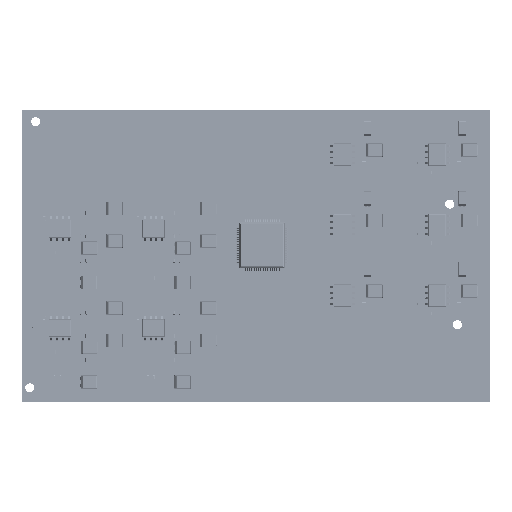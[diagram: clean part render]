
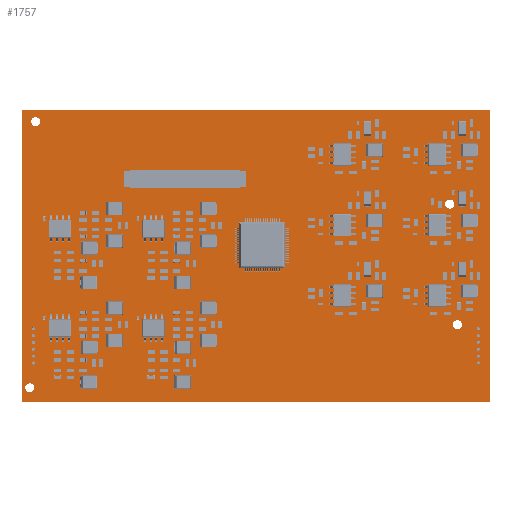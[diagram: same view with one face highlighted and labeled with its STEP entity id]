
A CAD part, top view. The second image highlights one B-rep face of the part: STEP entity #1757.
In plain terms, the highlighted planar face has unit normal (0, 0, 1).
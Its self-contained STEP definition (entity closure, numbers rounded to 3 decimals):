
#980 = VERTEX_POINT('',#981);
#981 = CARTESIAN_POINT('',(65.,34.9,1.123));
#987 = EDGE_CURVE('',#980,#988,#990,.T.);
#988 = VERTEX_POINT('',#989);
#989 = CARTESIAN_POINT('',(65.,98.904,1.123));
#990 = LINE('',#991,#992);
#991 = CARTESIAN_POINT('',(65.,34.9,1.123));
#992 = VECTOR('',#993,1.);
#993 = DIRECTION('',(0.,1.,0.));
#1018 = EDGE_CURVE('',#988,#1019,#1021,.T.);
#1019 = VERTEX_POINT('',#1020);
#1020 = CARTESIAN_POINT('',(167.859,98.904,1.123));
#1021 = LINE('',#1022,#1023);
#1022 = CARTESIAN_POINT('',(65.,98.904,1.123));
#1023 = VECTOR('',#1024,1.);
#1024 = DIRECTION('',(1.,0.,0.));
#1049 = EDGE_CURVE('',#1019,#1050,#1052,.T.);
#1050 = VERTEX_POINT('',#1051);
#1051 = CARTESIAN_POINT('',(167.859,34.904,1.123));
#1052 = LINE('',#1053,#1054);
#1053 = CARTESIAN_POINT('',(167.859,98.904,1.123));
#1054 = VECTOR('',#1055,1.);
#1055 = DIRECTION('',(0.,-1.,0.));
#1080 = EDGE_CURVE('',#1050,#980,#1081,.T.);
#1081 = LINE('',#1082,#1083);
#1082 = CARTESIAN_POINT('',(167.859,34.904,1.123));
#1083 = VECTOR('',#1084,1.);
#1084 = DIRECTION('',(-1.,0.,0.));
#1104 = VERTEX_POINT('',#1105);
#1105 = CARTESIAN_POINT('',(67.713,37.92,1.123));
#1111 = EDGE_CURVE('',#1104,#1104,#1112,.T.);
#1112 = CIRCLE('',#1113,1.);
#1113 = AXIS2_PLACEMENT_3D('',#1114,#1115,#1116);
#1114 = CARTESIAN_POINT('',(66.713,37.92,1.123));
#1115 = DIRECTION('',(0.,0.,1.));
#1116 = DIRECTION('',(1.,0.,0.));
#1137 = VERTEX_POINT('',#1138);
#1138 = CARTESIAN_POINT('',(67.85,43.396,1.123));
#1144 = EDGE_CURVE('',#1137,#1137,#1145,.T.);
#1145 = CIRCLE('',#1146,0.35);
#1146 = AXIS2_PLACEMENT_3D('',#1147,#1148,#1149);
#1147 = CARTESIAN_POINT('',(67.5,43.396,1.123));
#1148 = DIRECTION('',(0.,0.,1.));
#1149 = DIRECTION('',(1.,0.,0.));
#1170 = VERTEX_POINT('',#1171);
#1171 = CARTESIAN_POINT('',(67.85,44.896,1.123));
#1177 = EDGE_CURVE('',#1170,#1170,#1178,.T.);
#1178 = CIRCLE('',#1179,0.35);
#1179 = AXIS2_PLACEMENT_3D('',#1180,#1181,#1182);
#1180 = CARTESIAN_POINT('',(67.5,44.896,1.123));
#1181 = DIRECTION('',(0.,0.,1.));
#1182 = DIRECTION('',(1.,0.,0.));
#1203 = VERTEX_POINT('',#1204);
#1204 = CARTESIAN_POINT('',(67.85,46.396,1.123));
#1210 = EDGE_CURVE('',#1203,#1203,#1211,.T.);
#1211 = CIRCLE('',#1212,0.35);
#1212 = AXIS2_PLACEMENT_3D('',#1213,#1214,#1215);
#1213 = CARTESIAN_POINT('',(67.5,46.396,1.123));
#1214 = DIRECTION('',(0.,0.,1.));
#1215 = DIRECTION('',(1.,0.,0.));
#1236 = VERTEX_POINT('',#1237);
#1237 = CARTESIAN_POINT('',(67.85,47.896,1.123));
#1243 = EDGE_CURVE('',#1236,#1236,#1244,.T.);
#1244 = CIRCLE('',#1245,0.35);
#1245 = AXIS2_PLACEMENT_3D('',#1246,#1247,#1248);
#1246 = CARTESIAN_POINT('',(67.5,47.896,1.123));
#1247 = DIRECTION('',(0.,0.,1.));
#1248 = DIRECTION('',(1.,0.,0.));
#1269 = VERTEX_POINT('',#1270);
#1270 = CARTESIAN_POINT('',(67.85,49.396,1.123));
#1276 = EDGE_CURVE('',#1269,#1269,#1277,.T.);
#1277 = CIRCLE('',#1278,0.35);
#1278 = AXIS2_PLACEMENT_3D('',#1279,#1280,#1281);
#1279 = CARTESIAN_POINT('',(67.5,49.396,1.123));
#1280 = DIRECTION('',(0.,0.,1.));
#1281 = DIRECTION('',(1.,0.,0.));
#1302 = VERTEX_POINT('',#1303);
#1303 = CARTESIAN_POINT('',(67.85,50.896,1.123));
#1309 = EDGE_CURVE('',#1302,#1302,#1310,.T.);
#1310 = CIRCLE('',#1311,0.35);
#1311 = AXIS2_PLACEMENT_3D('',#1312,#1313,#1314);
#1312 = CARTESIAN_POINT('',(67.5,50.896,1.123));
#1313 = DIRECTION('',(0.,0.,1.));
#1314 = DIRECTION('',(1.,0.,0.));
#1335 = VERTEX_POINT('',#1336);
#1336 = CARTESIAN_POINT('',(69.013,96.42,1.123));
#1342 = EDGE_CURVE('',#1335,#1335,#1343,.T.);
#1343 = CIRCLE('',#1344,1.);
#1344 = AXIS2_PLACEMENT_3D('',#1345,#1346,#1347);
#1345 = CARTESIAN_POINT('',(68.013,96.42,1.123));
#1346 = DIRECTION('',(0.,0.,1.));
#1347 = DIRECTION('',(1.,0.,0.));
#1368 = VERTEX_POINT('',#1369);
#1369 = CARTESIAN_POINT('',(89.965,83.82,1.123));
#1375 = EDGE_CURVE('',#1368,#1368,#1376,.T.);
#1376 = CIRCLE('',#1377,0.66);
#1377 = AXIS2_PLACEMENT_3D('',#1378,#1379,#1380);
#1378 = CARTESIAN_POINT('',(89.305,83.82,1.123));
#1379 = DIRECTION('',(0.,0.,1.));
#1380 = DIRECTION('',(1.,0.,0.));
#1401 = VERTEX_POINT('',#1402);
#1402 = CARTESIAN_POINT('',(165.627,46.404,1.123));
#1408 = EDGE_CURVE('',#1401,#1401,#1409,.T.);
#1409 = CIRCLE('',#1410,0.35);
#1410 = AXIS2_PLACEMENT_3D('',#1411,#1412,#1413);
#1411 = CARTESIAN_POINT('',(165.277,46.404,1.123));
#1412 = DIRECTION('',(0.,0.,1.));
#1413 = DIRECTION('',(1.,0.,0.));
#1434 = VERTEX_POINT('',#1435);
#1435 = CARTESIAN_POINT('',(165.627,47.904,1.123));
#1441 = EDGE_CURVE('',#1434,#1434,#1442,.T.);
#1442 = CIRCLE('',#1443,0.35);
#1443 = AXIS2_PLACEMENT_3D('',#1444,#1445,#1446);
#1444 = CARTESIAN_POINT('',(165.277,47.904,1.123));
#1445 = DIRECTION('',(0.,0.,1.));
#1446 = DIRECTION('',(1.,0.,0.));
#1467 = VERTEX_POINT('',#1468);
#1468 = CARTESIAN_POINT('',(165.627,43.404,1.123));
#1474 = EDGE_CURVE('',#1467,#1467,#1475,.T.);
#1475 = CIRCLE('',#1476,0.35);
#1476 = AXIS2_PLACEMENT_3D('',#1477,#1478,#1479);
#1477 = CARTESIAN_POINT('',(165.277,43.404,1.123));
#1478 = DIRECTION('',(0.,0.,1.));
#1479 = DIRECTION('',(1.,0.,0.));
#1500 = VERTEX_POINT('',#1501);
#1501 = CARTESIAN_POINT('',(165.627,44.904,1.123));
#1507 = EDGE_CURVE('',#1500,#1500,#1508,.T.);
#1508 = CIRCLE('',#1509,0.35);
#1509 = AXIS2_PLACEMENT_3D('',#1510,#1511,#1512);
#1510 = CARTESIAN_POINT('',(165.277,44.904,1.123));
#1511 = DIRECTION('',(0.,0.,1.));
#1512 = DIRECTION('',(1.,0.,0.));
#1533 = VERTEX_POINT('',#1534);
#1534 = CARTESIAN_POINT('',(160.013,78.32,1.123));
#1540 = EDGE_CURVE('',#1533,#1533,#1541,.T.);
#1541 = CIRCLE('',#1542,1.);
#1542 = AXIS2_PLACEMENT_3D('',#1543,#1544,#1545);
#1543 = CARTESIAN_POINT('',(159.013,78.32,1.123));
#1544 = DIRECTION('',(0.,0.,1.));
#1545 = DIRECTION('',(1.,0.,0.));
#1566 = VERTEX_POINT('',#1567);
#1567 = CARTESIAN_POINT('',(113.054,83.82,1.123));
#1573 = EDGE_CURVE('',#1566,#1566,#1574,.T.);
#1574 = CIRCLE('',#1575,0.66);
#1575 = AXIS2_PLACEMENT_3D('',#1576,#1577,#1578);
#1576 = CARTESIAN_POINT('',(112.394,83.82,1.123));
#1577 = DIRECTION('',(0.,0.,1.));
#1578 = DIRECTION('',(1.,0.,0.));
#1599 = VERTEX_POINT('',#1600);
#1600 = CARTESIAN_POINT('',(165.627,49.404,1.123));
#1606 = EDGE_CURVE('',#1599,#1599,#1607,.T.);
#1607 = CIRCLE('',#1608,0.35);
#1608 = AXIS2_PLACEMENT_3D('',#1609,#1610,#1611);
#1609 = CARTESIAN_POINT('',(165.277,49.404,1.123));
#1610 = DIRECTION('',(0.,0.,1.));
#1611 = DIRECTION('',(1.,0.,0.));
#1632 = VERTEX_POINT('',#1633);
#1633 = CARTESIAN_POINT('',(161.713,51.82,1.123));
#1639 = EDGE_CURVE('',#1632,#1632,#1640,.T.);
#1640 = CIRCLE('',#1641,1.);
#1641 = AXIS2_PLACEMENT_3D('',#1642,#1643,#1644);
#1642 = CARTESIAN_POINT('',(160.713,51.82,1.123));
#1643 = DIRECTION('',(0.,0.,1.));
#1644 = DIRECTION('',(1.,0.,0.));
#1665 = VERTEX_POINT('',#1666);
#1666 = CARTESIAN_POINT('',(165.627,50.904,1.123));
#1672 = EDGE_CURVE('',#1665,#1665,#1673,.T.);
#1673 = CIRCLE('',#1674,0.35);
#1674 = AXIS2_PLACEMENT_3D('',#1675,#1676,#1677);
#1675 = CARTESIAN_POINT('',(165.277,50.904,1.123));
#1676 = DIRECTION('',(0.,0.,1.));
#1677 = DIRECTION('',(1.,0.,0.));
#1757 = ADVANCED_FACE('',(#1758,#1764,#1767,#1770,#1773,#1776,#1779,
    #1782,#1785,#1788,#1791,#1794,#1797,#1800,#1803,#1806,#1809,#1812,
    #1815),#1818,.T.);
#1758 = FACE_BOUND('',#1759,.F.);
#1759 = EDGE_LOOP('',(#1760,#1761,#1762,#1763));
#1760 = ORIENTED_EDGE('',*,*,#987,.T.);
#1761 = ORIENTED_EDGE('',*,*,#1018,.T.);
#1762 = ORIENTED_EDGE('',*,*,#1049,.T.);
#1763 = ORIENTED_EDGE('',*,*,#1080,.T.);
#1764 = FACE_BOUND('',#1765,.T.);
#1765 = EDGE_LOOP('',(#1766));
#1766 = ORIENTED_EDGE('',*,*,#1111,.F.);
#1767 = FACE_BOUND('',#1768,.T.);
#1768 = EDGE_LOOP('',(#1769));
#1769 = ORIENTED_EDGE('',*,*,#1144,.F.);
#1770 = FACE_BOUND('',#1771,.T.);
#1771 = EDGE_LOOP('',(#1772));
#1772 = ORIENTED_EDGE('',*,*,#1177,.F.);
#1773 = FACE_BOUND('',#1774,.T.);
#1774 = EDGE_LOOP('',(#1775));
#1775 = ORIENTED_EDGE('',*,*,#1210,.F.);
#1776 = FACE_BOUND('',#1777,.T.);
#1777 = EDGE_LOOP('',(#1778));
#1778 = ORIENTED_EDGE('',*,*,#1243,.F.);
#1779 = FACE_BOUND('',#1780,.T.);
#1780 = EDGE_LOOP('',(#1781));
#1781 = ORIENTED_EDGE('',*,*,#1276,.F.);
#1782 = FACE_BOUND('',#1783,.T.);
#1783 = EDGE_LOOP('',(#1784));
#1784 = ORIENTED_EDGE('',*,*,#1309,.F.);
#1785 = FACE_BOUND('',#1786,.T.);
#1786 = EDGE_LOOP('',(#1787));
#1787 = ORIENTED_EDGE('',*,*,#1342,.F.);
#1788 = FACE_BOUND('',#1789,.T.);
#1789 = EDGE_LOOP('',(#1790));
#1790 = ORIENTED_EDGE('',*,*,#1375,.F.);
#1791 = FACE_BOUND('',#1792,.T.);
#1792 = EDGE_LOOP('',(#1793));
#1793 = ORIENTED_EDGE('',*,*,#1408,.F.);
#1794 = FACE_BOUND('',#1795,.T.);
#1795 = EDGE_LOOP('',(#1796));
#1796 = ORIENTED_EDGE('',*,*,#1441,.F.);
#1797 = FACE_BOUND('',#1798,.T.);
#1798 = EDGE_LOOP('',(#1799));
#1799 = ORIENTED_EDGE('',*,*,#1474,.F.);
#1800 = FACE_BOUND('',#1801,.T.);
#1801 = EDGE_LOOP('',(#1802));
#1802 = ORIENTED_EDGE('',*,*,#1507,.F.);
#1803 = FACE_BOUND('',#1804,.T.);
#1804 = EDGE_LOOP('',(#1805));
#1805 = ORIENTED_EDGE('',*,*,#1540,.F.);
#1806 = FACE_BOUND('',#1807,.T.);
#1807 = EDGE_LOOP('',(#1808));
#1808 = ORIENTED_EDGE('',*,*,#1573,.F.);
#1809 = FACE_BOUND('',#1810,.T.);
#1810 = EDGE_LOOP('',(#1811));
#1811 = ORIENTED_EDGE('',*,*,#1606,.F.);
#1812 = FACE_BOUND('',#1813,.T.);
#1813 = EDGE_LOOP('',(#1814));
#1814 = ORIENTED_EDGE('',*,*,#1639,.F.);
#1815 = FACE_BOUND('',#1816,.T.);
#1816 = EDGE_LOOP('',(#1817));
#1817 = ORIENTED_EDGE('',*,*,#1672,.F.);
#1818 = PLANE('',#1819);
#1819 = AXIS2_PLACEMENT_3D('',#1820,#1821,#1822);
#1820 = CARTESIAN_POINT('',(65.,34.9,1.123));
#1821 = DIRECTION('',(0.,0.,1.));
#1822 = DIRECTION('',(1.,0.,0.));
